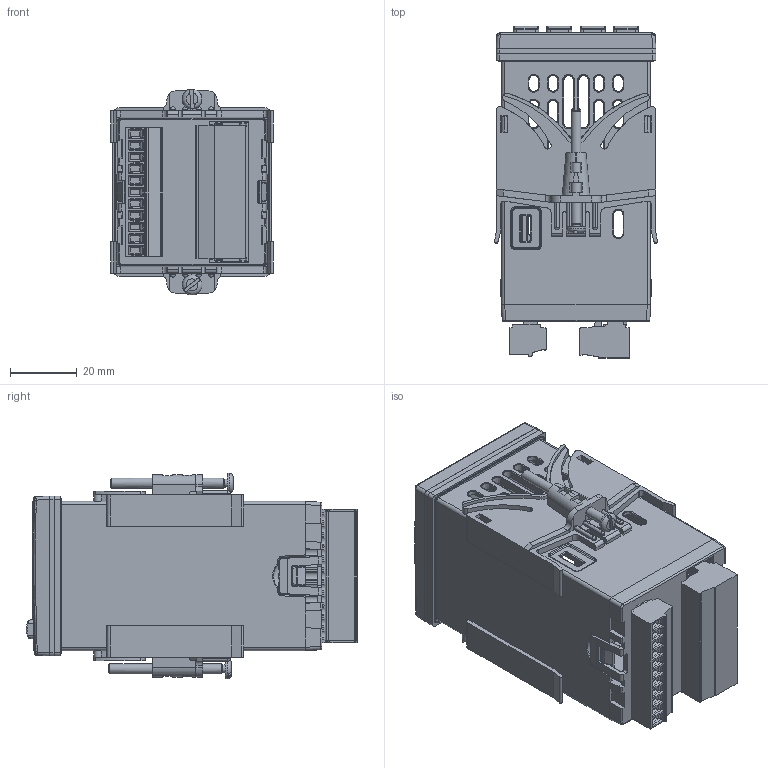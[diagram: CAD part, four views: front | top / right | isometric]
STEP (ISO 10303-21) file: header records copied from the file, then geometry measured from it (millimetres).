
FILE_DESCRIPTION(/* description */ (''),/* implementation_level */ '2;1');
FILE_NAME(/* name */ 'ATR244-12ABC_web.stp',/* time_stamp */ '2023-12-04T12:14:24+01:00',/* author */ ('ut3'),/* organization */ (''),/* preprocessor_version */ 'ST-DEVELOPER v20',/* originating_system */ 'Autodesk Inventor 2024',/* authorisation */ '');
FILE_SCHEMA (('AUTOMOTIVE_DESIGN { 1 0 10303 214 3 1 1 }'));
Products named in the file (1): ATR244_20210127_Semplifica_1
Bounding box: 48.91 x 99.7 x 61.8 mm (x, y, z)
Volume: 61449.2 mm3; surface area: 52608.6 mm2
Topology: 2 solids, 2 shells, 2475 faces, 6582 edges, 4074 vertices
Faces by surface type: plane 1234, cylinder 753, bspline 207, torus 122, cone 119, sphere 40
Full cylindrical faces by diameter (mm): 2.387 x2, 3 x4
Entity records: 96155 total; most frequent: CARTESIAN_POINT 32192, ORIENTED_EDGE 13190, DIRECTION 12628, EDGE_CURVE 6595, AXIS2_PLACEMENT_3D 4295, VERTEX_POINT 4074, LINE 4038, VECTOR 4038
